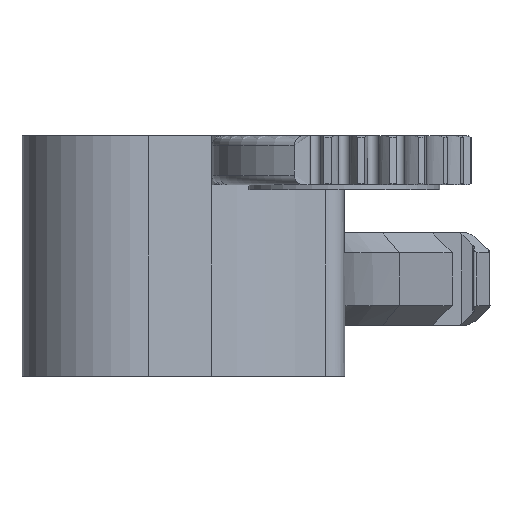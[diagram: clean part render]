
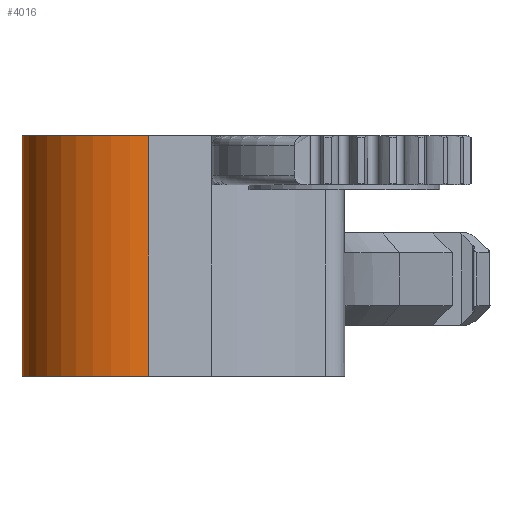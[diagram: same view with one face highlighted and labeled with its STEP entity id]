
A CAD part, front view. The second image highlights one B-rep face of the part: STEP entity #4016.
In plain terms, the highlighted cylindrical face has radius 11 mm (diameter 22 mm), a partial arc.
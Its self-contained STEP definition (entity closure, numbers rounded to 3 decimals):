
#48 = VERTEX_POINT ( 'NONE', #5109 ) ;
#49 = ORIENTED_EDGE ( 'NONE', *, *, #1566, .T. ) ;
#103 = CYLINDRICAL_SURFACE ( 'NONE', #3283, 11. ) ;
#175 = CARTESIAN_POINT ( 'NONE',  ( -33.845, 24.469, 24.5 ) ) ;
#180 = ORIENTED_EDGE ( 'NONE', *, *, #6757, .T. ) ;
#290 = VERTEX_POINT ( 'NONE', #5842 ) ;
#607 = CARTESIAN_POINT ( 'NONE',  ( -31.935, 13.636, 0. ) ) ;
#1007 = CARTESIAN_POINT ( 'NONE',  ( -31.935, 13.636, 24.5 ) ) ;
#1379 = CARTESIAN_POINT ( 'NONE',  ( -33.845, 24.469, 0. ) ) ;
#1566 = EDGE_CURVE ( 'NONE', #290, #48, #6571, .T. ) ;
#1675 = DIRECTION ( 'NONE',  ( 0., 0., 1. ) ) ;
#1680 = EDGE_CURVE ( 'NONE', #4210, #7288, #6674, .T. ) ;
#1977 = ORIENTED_EDGE ( 'NONE', *, *, #5194, .F. ) ;
#2394 = DIRECTION ( 'NONE',  ( -1., 0., 0. ) ) ;
#3283 = AXIS2_PLACEMENT_3D ( 'NONE', #175, #5259, #2394 ) ;
#3612 = AXIS2_PLACEMENT_3D ( 'NONE', #6789, #1675, #3957 ) ;
#3873 = CARTESIAN_POINT ( 'NONE',  ( -31.935, 13.636, 24.5 ) ) ;
#3902 = EDGE_LOOP ( 'NONE', ( #1977, #49, #180, #6755 ) ) ;
#3957 = DIRECTION ( 'NONE',  ( 1., 0., 0. ) ) ;
#4016 = ADVANCED_FACE ( 'NONE', ( #6366 ), #103, .T. ) ;
#4210 = VERTEX_POINT ( 'NONE', #3873 ) ;
#4449 = CIRCLE ( 'NONE', #3612, 11. ) ;
#4473 = CIRCLE ( 'NONE', #6253, 11. ) ;
#5109 = CARTESIAN_POINT ( 'NONE',  ( -44.845, 24.469, 0. ) ) ;
#5194 = EDGE_CURVE ( 'NONE', #290, #4210, #4449, .T. ) ;
#5259 = DIRECTION ( 'NONE',  ( 0., 0., -1. ) ) ;
#5442 = VECTOR ( 'NONE', #6151, 1000. ) ;
#5571 = DIRECTION ( 'NONE',  ( 0., 0., -1. ) ) ;
#5842 = CARTESIAN_POINT ( 'NONE',  ( -44.845, 24.469, 24.5 ) ) ;
#5925 = DIRECTION ( 'NONE',  ( 1., 0., 0. ) ) ;
#6151 = DIRECTION ( 'NONE',  ( 0., 0., -1. ) ) ;
#6253 = AXIS2_PLACEMENT_3D ( 'NONE', #1379, #7079, #5925 ) ;
#6366 = FACE_OUTER_BOUND ( 'NONE', #3902, .T. ) ;
#6571 = LINE ( 'NONE', #6604, #6861 ) ;
#6604 = CARTESIAN_POINT ( 'NONE',  ( -44.845, 24.469, 24.5 ) ) ;
#6674 = LINE ( 'NONE', #1007, #5442 ) ;
#6755 = ORIENTED_EDGE ( 'NONE', *, *, #1680, .F. ) ;
#6757 = EDGE_CURVE ( 'NONE', #48, #7288, #4473, .T. ) ;
#6789 = CARTESIAN_POINT ( 'NONE',  ( -33.845, 24.469, 24.5 ) ) ;
#6861 = VECTOR ( 'NONE', #5571, 1000. ) ;
#7079 = DIRECTION ( 'NONE',  ( 0., 0., 1. ) ) ;
#7288 = VERTEX_POINT ( 'NONE', #607 ) ;
